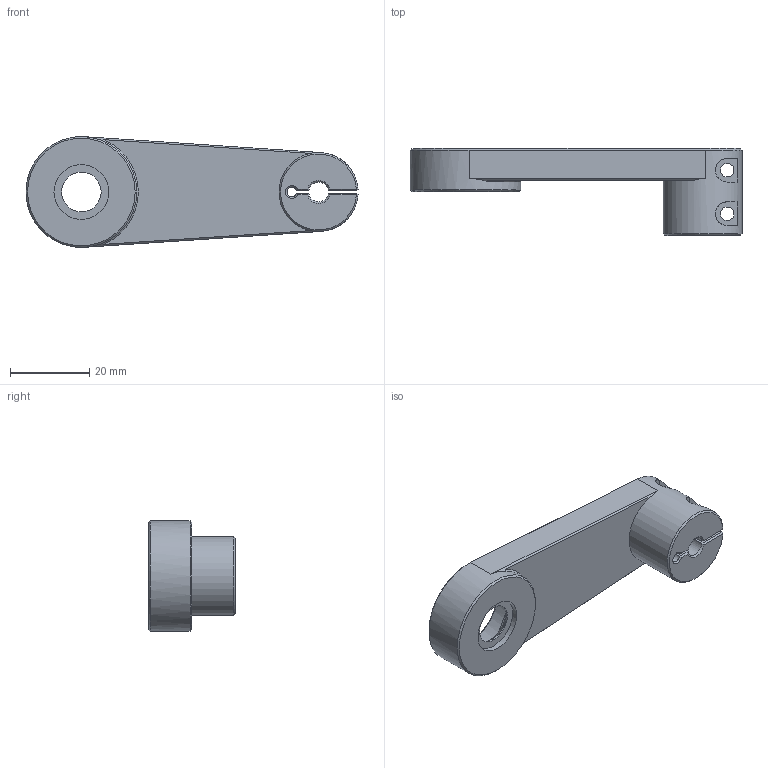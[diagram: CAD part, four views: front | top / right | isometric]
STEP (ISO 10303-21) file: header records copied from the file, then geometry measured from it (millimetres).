
FILE_DESCRIPTION(/* description */ (''),/* implementation_level */ '2;1');
FILE_NAME(/* name */ 'right inner arm.step',/* time_stamp */ '2025-08-26T19:08:34-04:00',/* author */ (''),/* organization */ (''),/* preprocessor_version */ 'ST-DEVELOPER v20.1',/* originating_system */ 'Autodesk Translation Framework v14.10.0.0',/* authorisation */ '');
FILE_SCHEMA (('AUTOMOTIVE_DESIGN { 1 0 10303 214 3 1 1 }'));
Length unit declared in the file: millimetre
Products named in the file (1): right inner arm
Bounding box: 83.98 x 22 x 28 mm (x, y, z)
Volume: 17110.8 mm3; surface area: 7939.9 mm2
Topology: 1 solids, 1 shells, 93 faces, 221 edges, 135 vertices
Faces by surface type: plane 65, cone 14, cylinder 14
Full cylindrical faces by diameter (mm): 3.4 x4, 10 x1, 13.85 x1, 21.8 x1, 28 x1
Entity records: 2729 total; most frequent: CARTESIAN_POINT 532, DIRECTION 461, ORIENTED_EDGE 442, EDGE_CURVE 221, AXIS2_PLACEMENT_3D 166, VERTEX_POINT 135, LINE 129, VECTOR 129
